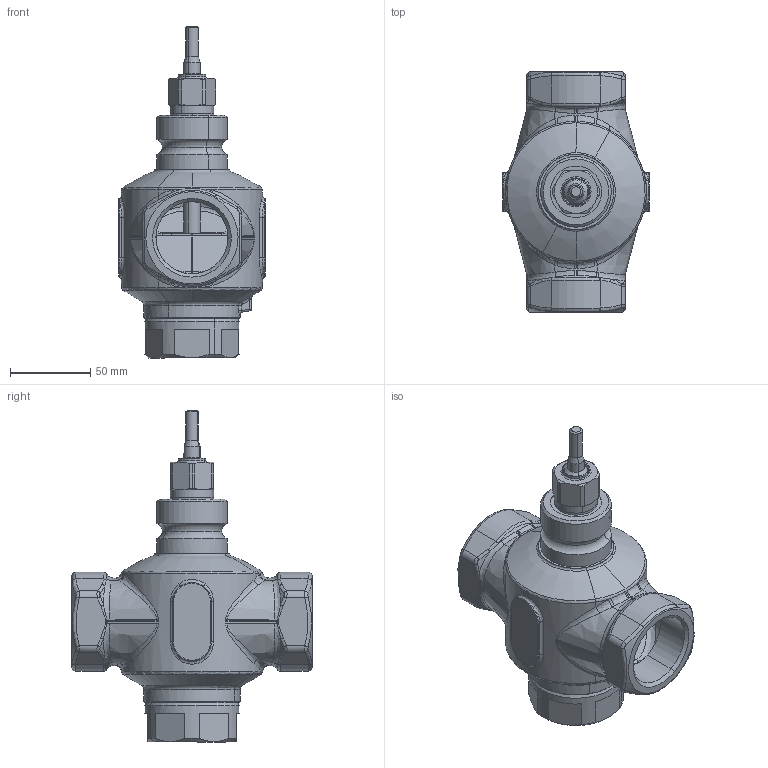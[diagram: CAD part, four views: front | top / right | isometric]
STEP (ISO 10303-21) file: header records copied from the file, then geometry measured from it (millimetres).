
FILE_DESCRIPTION(('CATIA V5 STEP Exchange'),'2;1');
FILE_NAME('VLA131 DN40.stp','2016-06-10T05:17:51+00:00',('none'),('none'),'CATIA Version 5 Release 20 SP 6 (IN-10)','CATIA V5 STEP AP203','none');
FILE_SCHEMA(('CONFIG_CONTROL_DESIGN'));
Products named in the file (2): Product1; 954-1367s1
Assembly tree (11 placements, depth 3):
  Product1
    #58
    954-1367s1
      #41105
      #44062  x2
      #44200  x2
      #44639
      #44818
    #45010
    #45860
Bounding box: 91.4 x 150 x 206.93 mm (x, y, z)
Volume: 331445.2 mm3; surface area: 117822 mm2
Topology: 10 solids, 10 shells, 921 faces, 2143 edges, 1238 vertices
Faces by surface type: bspline 336, cylinder 192, torus 136, plane 126, cone 110, sphere 11, revolution 10
Entity records: 47783 total; most frequent: CARTESIAN_POINT 30934, ORIENTED_EDGE 4176, EDGE_CURVE 2088, DIRECTION 1989, VERTEX_POINT 1216, AXIS2_PLACEMENT_3D 1121, B_SPLINE_CURVE_WITH_KNOTS 1069, EDGE_LOOP 932
